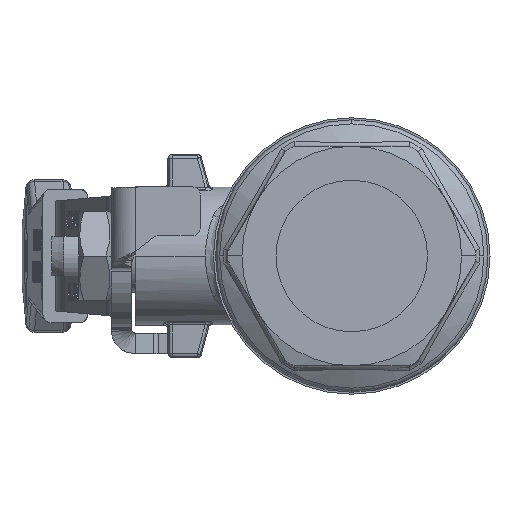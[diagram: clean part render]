
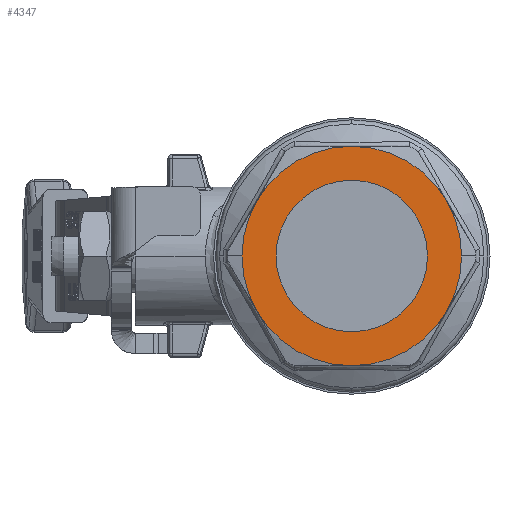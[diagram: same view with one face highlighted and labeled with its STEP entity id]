
A CAD part, left-side view. The second image highlights one B-rep face of the part: STEP entity #4347.
In plain terms, the highlighted planar face has unit normal (-1, 0, 0).
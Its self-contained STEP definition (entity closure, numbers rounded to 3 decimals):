
#4347=ADVANCED_FACE('',(#8812,#8813),#8814,.T.);
#8812=FACE_OUTER_BOUND('',#19271,.T.);
#8813=FACE_BOUND('',#19272,.T.);
#8814=PLANE('',#19273);
#19271=EDGE_LOOP('',(#30977,#30978,#30979,#30980,#30981,#30982,#30983,#30984));
#19272=EDGE_LOOP('',(#30985,#30986));
#19273=AXIS2_PLACEMENT_3D('',#30987,#30988,#30989);
#30977=ORIENTED_EDGE('',*,*,#36297,.T.);
#30978=ORIENTED_EDGE('',*,*,#36295,.T.);
#30979=ORIENTED_EDGE('',*,*,#31051,.T.);
#30980=ORIENTED_EDGE('',*,*,#36293,.T.);
#30981=ORIENTED_EDGE('',*,*,#36291,.T.);
#30982=ORIENTED_EDGE('',*,*,#31054,.T.);
#30983=ORIENTED_EDGE('',*,*,#36289,.T.);
#30984=ORIENTED_EDGE('',*,*,#36299,.T.);
#30985=ORIENTED_EDGE('',*,*,#31647,.T.);
#30986=ORIENTED_EDGE('',*,*,#31632,.T.);
#30987=CARTESIAN_POINT('',(-26.5,7.625,0.));
#30988=DIRECTION('',(-1.0,0.,0.));
#30989=DIRECTION('',(0.,1.0,0.0));
#31051=EDGE_CURVE('',#36325,#36329,#36331,.T.);
#31054=EDGE_CURVE('',#36336,#36333,#36337,.T.);
#31632=EDGE_CURVE('',#37376,#37373,#37377,.T.);
#31647=EDGE_CURVE('',#37373,#37376,#37397,.T.);
#36289=EDGE_CURVE('',#36333,#43953,#44059,.T.);
#36291=EDGE_CURVE('',#44048,#36336,#44061,.T.);
#36293=EDGE_CURVE('',#36329,#44048,#44063,.T.);
#36295=EDGE_CURVE('',#44039,#36325,#44065,.T.);
#36297=EDGE_CURVE('',#44035,#44039,#44067,.T.);
#36299=EDGE_CURVE('',#43953,#44035,#44069,.T.);
#36325=VERTEX_POINT('',#44103);
#36329=VERTEX_POINT('',#44108);
#36331=CIRCLE('',#44119,13.5);
#36333=VERTEX_POINT('',#44121);
#36336=VERTEX_POINT('',#44125);
#36337=CIRCLE('',#44126,13.5);
#37373=VERTEX_POINT('',#46272);
#37376=VERTEX_POINT('',#46276);
#37377=CIRCLE('',#46277,9.316);
#37397=CIRCLE('',#46300,9.316);
#43953=VERTEX_POINT('',#61164);
#44035=VERTEX_POINT('',#61465);
#44039=VERTEX_POINT('',#61487);
#44048=VERTEX_POINT('',#61524);
#44059=CIRCLE('',#61564,13.5);
#44061=CIRCLE('',#61566,13.5);
#44063=CIRCLE('',#61568,13.5);
#44065=CIRCLE('',#61570,13.5);
#44067=CIRCLE('',#61572,13.5);
#44069=CIRCLE('',#61574,13.5);
#44103=CARTESIAN_POINT('',(-26.5,-13.5,0.));
#44108=CARTESIAN_POINT('',(-26.5,-11.691,6.75));
#44119=AXIS2_PLACEMENT_3D('',#61616,#61617,#61618);
#44121=CARTESIAN_POINT('',(-26.5,13.5,0.));
#44125=CARTESIAN_POINT('',(-26.5,11.691,6.75));
#44126=AXIS2_PLACEMENT_3D('',#61620,#61621,#61622);
#46272=CARTESIAN_POINT('',(-26.5,9.316,0.0));
#46276=CARTESIAN_POINT('',(-26.5,-9.316,0.));
#46277=AXIS2_PLACEMENT_3D('',#62453,#62454,#62455);
#46300=AXIS2_PLACEMENT_3D('',#62477,#62478,#62479);
#61164=CARTESIAN_POINT('',(-26.5,11.691,-6.75));
#61465=CARTESIAN_POINT('',(-26.5,0.,-13.5));
#61487=CARTESIAN_POINT('',(-26.5,-11.691,-6.75));
#61524=CARTESIAN_POINT('',(-26.5,0.,13.5));
#61564=AXIS2_PLACEMENT_3D('',#65439,#65440,#65441);
#61566=AXIS2_PLACEMENT_3D('',#65442,#65443,#65444);
#61568=AXIS2_PLACEMENT_3D('',#65445,#65446,#65447);
#61570=AXIS2_PLACEMENT_3D('',#65448,#65449,#65450);
#61572=AXIS2_PLACEMENT_3D('',#65451,#65452,#65453);
#61574=AXIS2_PLACEMENT_3D('',#65454,#65455,#65456);
#61616=CARTESIAN_POINT('',(-26.5,0.,0.));
#61617=DIRECTION('',(-1.0,0.,0.));
#61618=DIRECTION('',(0.,1.0,0.));
#61620=CARTESIAN_POINT('',(-26.5,0.,0.));
#61621=DIRECTION('',(-1.0,0.,0.));
#61622=DIRECTION('',(0.,1.0,0.));
#62453=CARTESIAN_POINT('',(-26.5,0.0,0.0));
#62454=DIRECTION('',(1.0,0.,0.));
#62455=DIRECTION('',(0.,1.0,0.));
#62477=CARTESIAN_POINT('',(-26.5,0.0,0.0));
#62478=DIRECTION('',(1.0,0.,0.));
#62479=DIRECTION('',(0.,1.0,0.));
#65439=CARTESIAN_POINT('',(-26.5,0.,0.));
#65440=DIRECTION('',(-1.0,0.,0.));
#65441=DIRECTION('',(0.,1.0,0.));
#65442=CARTESIAN_POINT('',(-26.5,0.,0.));
#65443=DIRECTION('',(-1.0,0.,0.));
#65444=DIRECTION('',(0.,1.0,0.));
#65445=CARTESIAN_POINT('',(-26.5,0.,0.));
#65446=DIRECTION('',(-1.0,0.,0.));
#65447=DIRECTION('',(0.,1.0,0.));
#65448=CARTESIAN_POINT('',(-26.5,0.,0.));
#65449=DIRECTION('',(-1.0,0.,0.));
#65450=DIRECTION('',(0.,1.0,0.));
#65451=CARTESIAN_POINT('',(-26.5,0.,0.));
#65452=DIRECTION('',(-1.0,0.,0.));
#65453=DIRECTION('',(0.,1.0,0.));
#65454=CARTESIAN_POINT('',(-26.5,0.,0.));
#65455=DIRECTION('',(-1.0,0.,0.));
#65456=DIRECTION('',(0.,1.0,0.));
